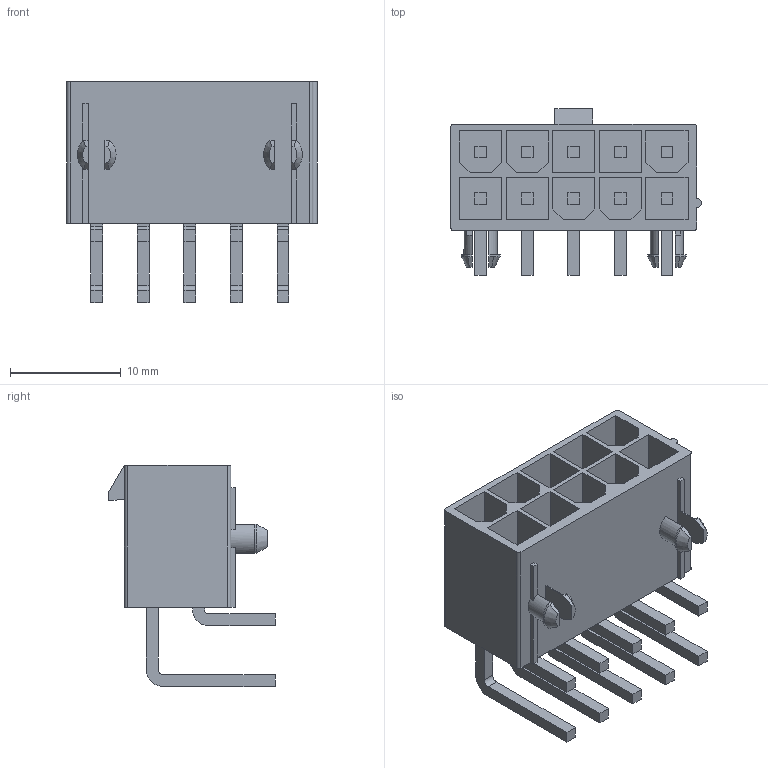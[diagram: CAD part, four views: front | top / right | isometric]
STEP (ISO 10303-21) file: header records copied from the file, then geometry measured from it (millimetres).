
FILE_DESCRIPTION((''),'2;1');
FILE_NAME('1724480010','2015-05-22T',('me'),(''),'PRO/ENGINEER BY PARAMETRIC TECHNOLOGY CORPORATION, 2011490','PRO/ENGINEER BY PARAMETRIC TECHNOLOGY CORPORATION, 2011490','');
FILE_SCHEMA(('CONFIG_CONTROL_DESIGN'));
Length unit declared in the file: millimetre
Products named in the file (1): 1724480010
Bounding box: 22.6 x 15 x 19.93 mm (x, y, z)
Volume: 1665.1 mm3; surface area: 3333.9 mm2
Topology: 1 solids, 1 shells, 267 faces, 707 edges, 476 vertices
Faces by surface type: plane 230, cylinder 33, cone 4
Entity records: 8182 total; most frequent: CARTESIAN_POINT 1439, ORIENTED_EDGE 1362, DIRECTION 1333, EDGE_CURVE 681, VECTOR 601, LINE 601, VERTEX_POINT 448, AXIS2_PLACEMENT_3D 366
